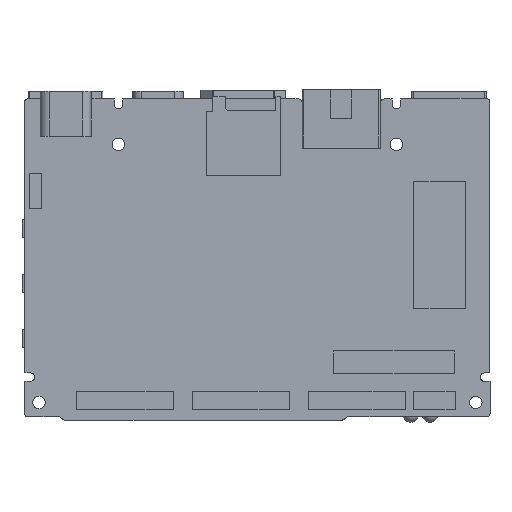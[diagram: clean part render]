
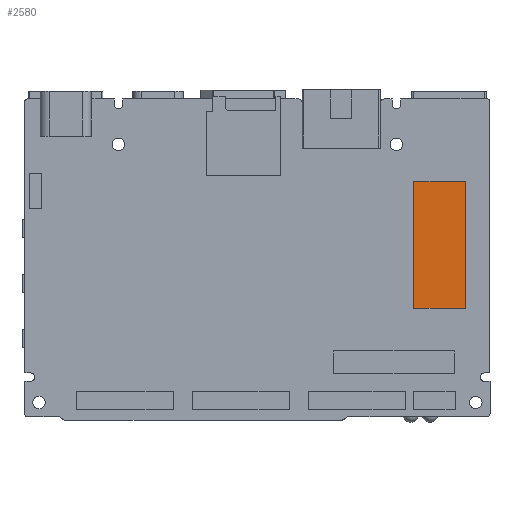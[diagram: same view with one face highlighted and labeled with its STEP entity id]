
A CAD part, front view. The second image highlights one B-rep face of the part: STEP entity #2580.
In plain terms, the highlighted planar face has unit normal (0, -1, 0).
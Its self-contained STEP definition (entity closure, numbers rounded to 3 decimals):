
#371 = CARTESIAN_POINT ( 'NONE',  ( 68.571, -3.2, -36.904 ) ) ;
#611 = DIRECTION ( 'NONE',  ( -1., 0., 0. ) ) ;
#1852 = DIRECTION ( 'NONE',  ( 0., -1., 0. ) ) ;
#1856 = VERTEX_POINT ( 'NONE', #9536 ) ;
#1976 = EDGE_CURVE ( 'NONE', #9593, #4241, #14075, .T. ) ;
#2580 = ADVANCED_FACE ( 'NONE', ( #5598 ), #13429, .T. ) ;
#3077 = ORIENTED_EDGE ( 'NONE', *, *, #9492, .T. ) ;
#4241 = VERTEX_POINT ( 'NONE', #18900 ) ;
#4691 = DIRECTION ( 'NONE',  ( 0., 0., -1. ) ) ;
#4897 = LINE ( 'NONE', #9573, #12636 ) ;
#4943 = CARTESIAN_POINT ( 'NONE',  ( 68.571, -3.2, -14.504 ) ) ;
#4959 = CARTESIAN_POINT ( 'NONE',  ( 68.571, -3.2, -14.504 ) ) ;
#5069 = DIRECTION ( 'NONE',  ( 0., 0., -1. ) ) ;
#5598 = FACE_OUTER_BOUND ( 'NONE', #12324, .T. ) ;
#7353 = EDGE_CURVE ( 'NONE', #4241, #7770, #13671, .T. ) ;
#7770 = VERTEX_POINT ( 'NONE', #371 ) ;
#8221 = CARTESIAN_POINT ( 'NONE',  ( 77.671, -3.2, -14.504 ) ) ;
#9492 = EDGE_CURVE ( 'NONE', #7770, #1856, #4897, .T. ) ;
#9536 = CARTESIAN_POINT ( 'NONE',  ( 77.671, -3.2, -36.904 ) ) ;
#9573 = CARTESIAN_POINT ( 'NONE',  ( 68.571, -3.2, -36.904 ) ) ;
#9593 = VERTEX_POINT ( 'NONE', #8221 ) ;
#9602 = LINE ( 'NONE', #12552, #15718 ) ;
#11440 = ORIENTED_EDGE ( 'NONE', *, *, #7353, .T. ) ;
#11752 = AXIS2_PLACEMENT_3D ( 'NONE', #16499, #1852, #4691 ) ;
#11844 = ORIENTED_EDGE ( 'NONE', *, *, #1976, .T. ) ;
#12298 = VECTOR ( 'NONE', #5069, 1000. ) ;
#12324 = EDGE_LOOP ( 'NONE', ( #11440, #3077, #16888, #11844 ) ) ;
#12552 = CARTESIAN_POINT ( 'NONE',  ( 77.671, -3.2, -14.504 ) ) ;
#12636 = VECTOR ( 'NONE', #16885, 1000. ) ;
#13429 = PLANE ( 'NONE',  #11752 ) ;
#13671 = LINE ( 'NONE', #4943, #12298 ) ;
#14075 = LINE ( 'NONE', #4959, #17046 ) ;
#15718 = VECTOR ( 'NONE', #18565, 1000. ) ;
#16499 = CARTESIAN_POINT ( 'NONE',  ( 0., -3.2, 0. ) ) ;
#16885 = DIRECTION ( 'NONE',  ( 1., 0., 0. ) ) ;
#16888 = ORIENTED_EDGE ( 'NONE', *, *, #17022, .T. ) ;
#17022 = EDGE_CURVE ( 'NONE', #1856, #9593, #9602, .T. ) ;
#17046 = VECTOR ( 'NONE', #611, 1000. ) ;
#18565 = DIRECTION ( 'NONE',  ( 0., 0., 1. ) ) ;
#18900 = CARTESIAN_POINT ( 'NONE',  ( 68.571, -3.2, -14.504 ) ) ;
